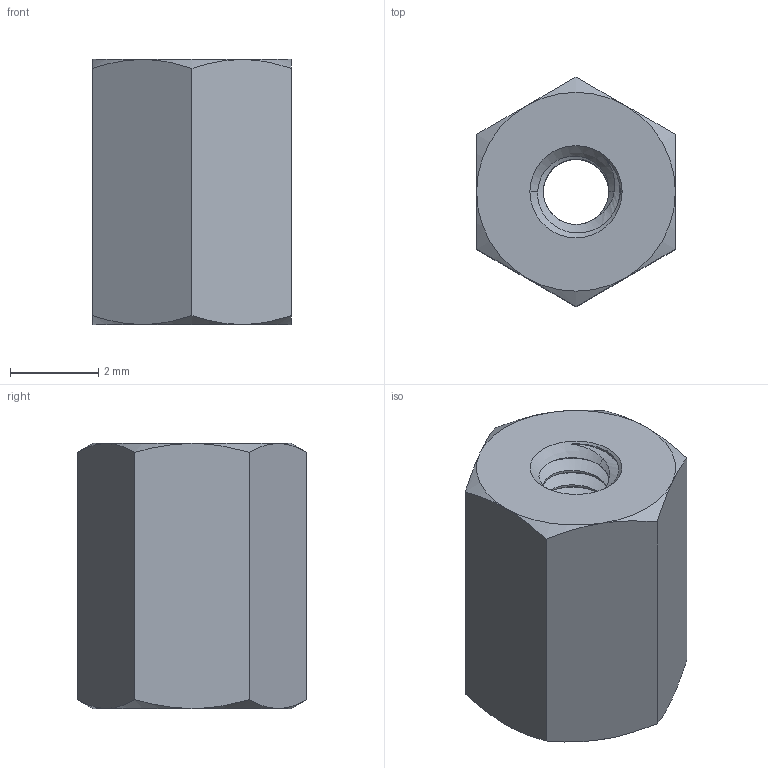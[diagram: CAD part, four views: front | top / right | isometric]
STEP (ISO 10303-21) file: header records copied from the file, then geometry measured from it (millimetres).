
FILE_DESCRIPTION (( 'STEP AP203' ), '1' );
FILE_NAME ('93020A101_Low-Strength Steel Coupling Nut.STEP', '2026-01-07T20:34:47', ( 'McMaster Carr Supply' ), ( 'McMaster Carr Supply' ), 'SwSTEP 2.0', 'SolidWorks 2024', '' );
FILE_SCHEMA (( 'CONFIG_CONTROL_DESIGN' ));
Length unit declared in the file: millimetre
Products named in the file (1): 93020A101_Low-Strength Steel Coupling Nut
Bounding box: 4.5 x 5.2 x 6 mm (x, y, z)
Volume: 90.4 mm3; surface area: 177.3 mm2
Topology: 1 solids, 1 shells, 60 faces, 162 edges, 104 vertices
Faces by surface type: cylinder 31, cone 18, plane 8, bspline 3
Entity records: 3814 total; most frequent: CARTESIAN_POINT 2492, ORIENTED_EDGE 324, DIRECTION 194, EDGE_CURVE 162, VERTEX_POINT 104, AXIS2_PLACEMENT_3D 76, EDGE_LOOP 62, FACE_OUTER_BOUND 60
